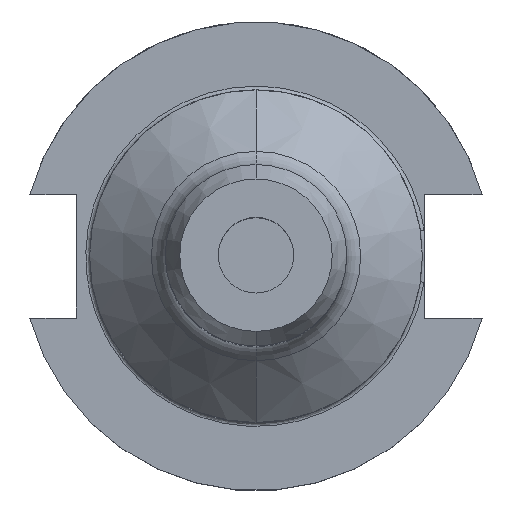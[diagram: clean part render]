
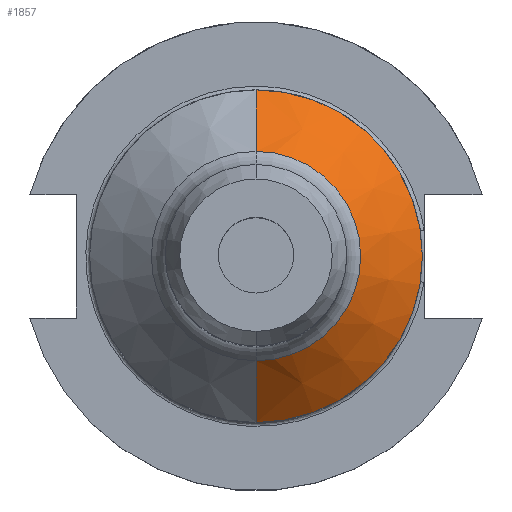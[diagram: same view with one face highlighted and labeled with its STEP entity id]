
A CAD part, top view. The second image highlights one B-rep face of the part: STEP entity #1857.
In plain terms, the highlighted conical face has half-angle 45 degrees and reference radius 21.979 mm.
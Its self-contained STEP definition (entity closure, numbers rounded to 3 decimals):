
#1 = FACE_OUTER_BOUND ( 'NONE', #1459, .T. ) ;
#21 = VERTEX_POINT ( 'NONE', #936 ) ;
#66 = CIRCLE ( 'NONE', #1878, 21.979 ) ;
#88 = VERTEX_POINT ( 'NONE', #120 ) ;
#120 = CARTESIAN_POINT ( 'NONE',  ( 34.925, 0., 35. ) ) ;
#144 = CARTESIAN_POINT ( 'NONE',  ( 0., 0., 35. ) ) ;
#187 = VERTEX_POINT ( 'NONE', #833 ) ;
#189 = AXIS2_PLACEMENT_3D ( 'NONE', #144, #1444, #324 ) ;
#280 = LINE ( 'NONE', #2176, #1695 ) ;
#286 = DIRECTION ( 'NONE',  ( 0., 1., 0. ) ) ;
#297 = EDGE_CURVE ( 'NONE', #21, #2422, #66, .T. ) ;
#311 = ORIENTED_EDGE ( 'NONE', *, *, #619, .F. ) ;
#324 = DIRECTION ( 'NONE',  ( -1., 0., 0. ) ) ;
#329 = CARTESIAN_POINT ( 'NONE',  ( 0., 0., 35. ) ) ;
#485 = ORIENTED_EDGE ( 'NONE', *, *, #1637, .F. ) ;
#527 = DIRECTION ( 'NONE',  ( 0., 0., -1. ) ) ;
#607 = DIRECTION ( 'NONE',  ( 0., 1., 0. ) ) ;
#619 = EDGE_CURVE ( 'NONE', #187, #88, #1574, .T. ) ;
#634 = CARTESIAN_POINT ( 'NONE',  ( 0., 0., 47.946 ) ) ;
#689 = DIRECTION ( 'NONE',  ( -1., 0., 0. ) ) ;
#695 = ORIENTED_EDGE ( 'NONE', *, *, #2292, .F. ) ;
#701 = DIRECTION ( 'NONE',  ( 0., 0.707, -0.707 ) ) ;
#728 = CARTESIAN_POINT ( 'NONE',  ( 0., -21.979, 47.946 ) ) ;
#772 = CIRCLE ( 'NONE', #189, 34.925 ) ;
#792 = DIRECTION ( 'NONE',  ( 0., 0., -1. ) ) ;
#820 = CARTESIAN_POINT ( 'NONE',  ( 0., -34.925, 35. ) ) ;
#833 = CARTESIAN_POINT ( 'NONE',  ( 0., 34.925, 35. ) ) ;
#936 = CARTESIAN_POINT ( 'NONE',  ( 0., 21.979, 47.946 ) ) ;
#967 = LINE ( 'NONE', #2199, #1893 ) ;
#1119 = ORIENTED_EDGE ( 'NONE', *, *, #297, .T. ) ;
#1359 = CONICAL_SURFACE ( 'NONE', #2062, 21.979, 0.785 ) ;
#1444 = DIRECTION ( 'NONE',  ( 0., 0., -1. ) ) ;
#1459 = EDGE_LOOP ( 'NONE', ( #1119, #1648, #485, #311, #695 ) ) ;
#1574 = CIRCLE ( 'NONE', #2091, 34.925 ) ;
#1588 = DIRECTION ( 'NONE',  ( 0., 0., -1. ) ) ;
#1637 = EDGE_CURVE ( 'NONE', #88, #1989, #772, .T. ) ;
#1648 = ORIENTED_EDGE ( 'NONE', *, *, #2180, .T. ) ;
#1695 = VECTOR ( 'NONE', #2165, 1000. ) ;
#1857 = ADVANCED_FACE ( 'NONE', ( #1 ), #1359, .T. ) ;
#1878 = AXIS2_PLACEMENT_3D ( 'NONE', #634, #1588, #286 ) ;
#1893 = VECTOR ( 'NONE', #701, 1000. ) ;
#1906 = CARTESIAN_POINT ( 'NONE',  ( 0., 0., 47.946 ) ) ;
#1989 = VERTEX_POINT ( 'NONE', #820 ) ;
#2062 = AXIS2_PLACEMENT_3D ( 'NONE', #1906, #792, #607 ) ;
#2091 = AXIS2_PLACEMENT_3D ( 'NONE', #329, #527, #689 ) ;
#2165 = DIRECTION ( 'NONE',  ( 0., -0.707, -0.707 ) ) ;
#2176 = CARTESIAN_POINT ( 'NONE',  ( 0., -21.979, 47.946 ) ) ;
#2180 = EDGE_CURVE ( 'NONE', #2422, #1989, #280, .T. ) ;
#2199 = CARTESIAN_POINT ( 'NONE',  ( 0., 21.979, 47.946 ) ) ;
#2292 = EDGE_CURVE ( 'NONE', #21, #187, #967, .T. ) ;
#2422 = VERTEX_POINT ( 'NONE', #728 ) ;
